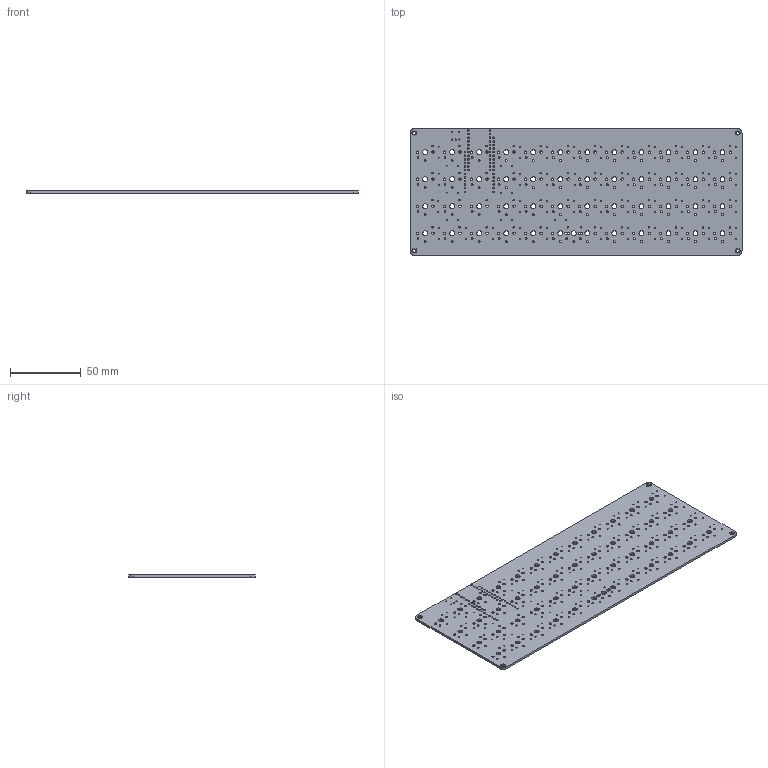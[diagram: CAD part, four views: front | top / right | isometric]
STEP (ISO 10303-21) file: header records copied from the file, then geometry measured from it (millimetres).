
FILE_DESCRIPTION(('KiCad electronic assembly'),'2;1');
FILE_NAME('dropin.step','2019-11-04T16:57:05',('An Author'),('A Company' ),'Open CASCADE STEP processor 6.8','KiCad to STEP converter', 'Unknown');
FILE_SCHEMA(('AUTOMOTIVE_DESIGN_CC2 { 1 2 10303 214 -1 1 5 4 }'));
Length unit declared in the file: millimetre
Products named in the file (2): Open CASCADE STEP translator 6.8 1; COMPOUND
Assembly tree (1 placements, depth 2):
  Open CASCADE STEP translator 6.8 1
    COMPOUND
Bounding box: 233.93 x 89.15 x 1.6 mm (x, y, z)
Volume: 31844.8 mm3; surface area: 44132.3 mm2
Topology: 1 solids, 1 shells, 495 faces, 1479 edges, 986 vertices
Faces by surface type: cylinder 489, plane 6
Full cylindrical faces by diameter (mm): 0.4 x32, 0.7 x96, 0.8 x5, 0.991 x49, 1.1 x52, 1.27 x98, 1.702 x94, 2.2 x4, 3.429 x49
Entity records: 41395 total; most frequent: CARTESIAN_POINT 11796, DIRECTION 5423, ORIENTED_EDGE 2958, PCURVE 2958, DEFINITIONAL_REPRESENTATION 2958, LINE 2473, VECTOR 2473, EDGE_CURVE 1479
